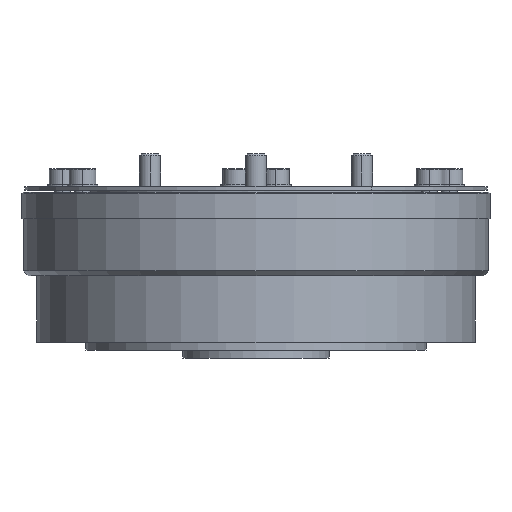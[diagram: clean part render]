
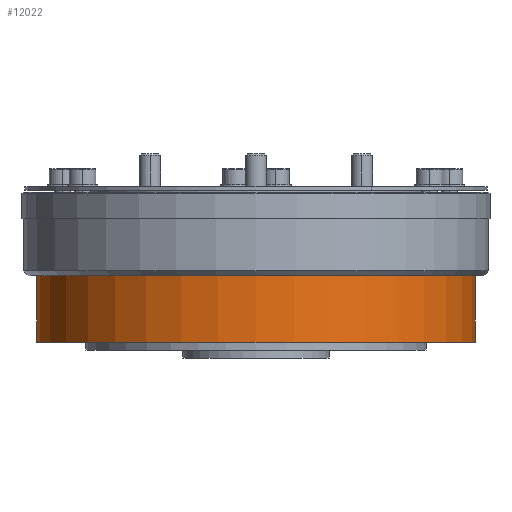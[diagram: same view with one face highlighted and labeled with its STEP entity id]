
A CAD part, front view. The second image highlights one B-rep face of the part: STEP entity #12022.
In plain terms, the highlighted cylindrical face has radius 82.5 mm (diameter 165 mm), a partial arc.
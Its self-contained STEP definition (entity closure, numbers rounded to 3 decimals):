
#455 = DIRECTION ( 'NONE',  ( -1., 0., 0. ) ) ;
#1327 = CIRCLE ( 'NONE', #1338, 82.5 ) ;
#1328 = AXIS2_PLACEMENT_3D ( 'NONE', #1347, #1346, #455 ) ;
#1336 = DIRECTION ( 'NONE',  ( 0., 0., -1. ) ) ;
#1337 = CARTESIAN_POINT ( 'NONE',  ( 0., 0., 3. ) ) ;
#1338 = AXIS2_PLACEMENT_3D ( 'NONE', #1337, #1336, #1342 ) ;
#1342 = DIRECTION ( 'NONE',  ( -1., 0., 0. ) ) ;
#1345 = CYLINDRICAL_SURFACE ( 'NONE', #1328, 82.5 ) ;
#1346 = DIRECTION ( 'NONE',  ( 0., 0., -1. ) ) ;
#1347 = CARTESIAN_POINT ( 'NONE',  ( 0., 0., 37. ) ) ;
#1348 = FACE_OUTER_BOUND ( 'NONE', #12023, .T. ) ;
#1358 = CIRCLE ( 'NONE', #1367, 82.5 ) ;
#1367 = AXIS2_PLACEMENT_3D ( 'NONE', #1379, #1371, #1372 ) ;
#1371 = DIRECTION ( 'NONE',  ( 0., 0., -1. ) ) ;
#1372 = DIRECTION ( 'NONE',  ( -1., 0., 0. ) ) ;
#1379 = CARTESIAN_POINT ( 'NONE',  ( 0., 0., 28. ) ) ;
#5540 = CARTESIAN_POINT ( 'NONE',  ( -82.5, 0., 37. ) ) ;
#5541 = LINE ( 'NONE', #5540, #5570 ) ;
#5548 = DIRECTION ( 'NONE',  ( 0., 0., -1. ) ) ;
#5570 = VECTOR ( 'NONE', #5548, 1000. ) ;
#5670 = LINE ( 'NONE', #5687, #5697 ) ;
#5687 = CARTESIAN_POINT ( 'NONE',  ( 82.5, 0., 37. ) ) ;
#5695 = DIRECTION ( 'NONE',  ( 0., 0., -1. ) ) ;
#5696 = CARTESIAN_POINT ( 'NONE',  ( 82.5, 0., 3. ) ) ;
#5697 = VECTOR ( 'NONE', #5695, 1000. ) ;
#6424 = CARTESIAN_POINT ( 'NONE',  ( -82.5, 0., 3. ) ) ;
#6431 = CARTESIAN_POINT ( 'NONE',  ( -82.5, 0., 28. ) ) ;
#6507 = CARTESIAN_POINT ( 'NONE',  ( 82.5, 0., 28. ) ) ;
#9377 = VERTEX_POINT ( 'NONE', #6424 ) ;
#9383 = VERTEX_POINT ( 'NONE', #6431 ) ;
#9396 = EDGE_CURVE ( 'NONE', #9383, #9377, #5541, .T. ) ;
#9401 = EDGE_CURVE ( 'NONE', #9511, #9402, #5670, .T. ) ;
#9402 = VERTEX_POINT ( 'NONE', #5696 ) ;
#9511 = VERTEX_POINT ( 'NONE', #6507 ) ;
#12018 = EDGE_CURVE ( 'NONE', #9402, #9377, #1327, .T. ) ;
#12022 = ADVANCED_FACE ( 'NONE', ( #1348 ), #1345, .T. ) ;
#12023 = EDGE_LOOP ( 'NONE', ( #12024, #12025, #12027, #12028 ) ) ;
#12024 = ORIENTED_EDGE ( 'NONE', *, *, #9401, .F. ) ;
#12025 = ORIENTED_EDGE ( 'NONE', *, *, #12026, .T. ) ;
#12026 = EDGE_CURVE ( 'NONE', #9511, #9383, #1358, .T. ) ;
#12027 = ORIENTED_EDGE ( 'NONE', *, *, #9396, .T. ) ;
#12028 = ORIENTED_EDGE ( 'NONE', *, *, #12018, .F. ) ;
